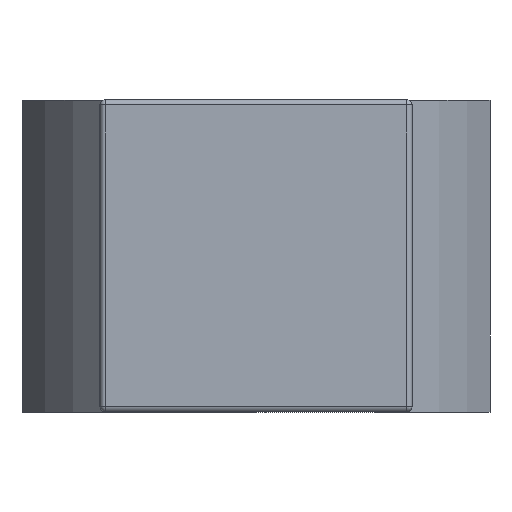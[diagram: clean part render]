
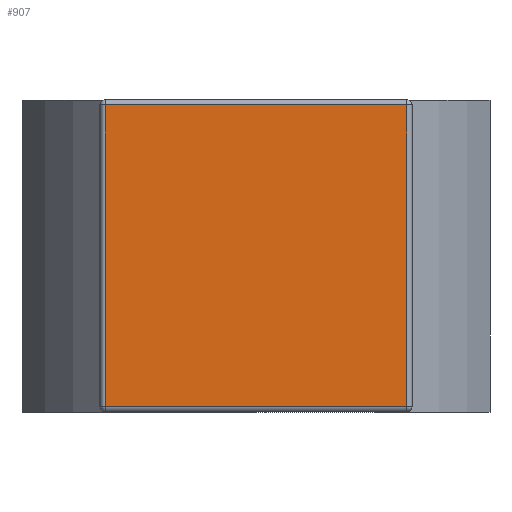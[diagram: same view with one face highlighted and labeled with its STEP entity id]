
A CAD part, top view. The second image highlights one B-rep face of the part: STEP entity #907.
In plain terms, the highlighted planar face has unit normal (0, 0, 1).
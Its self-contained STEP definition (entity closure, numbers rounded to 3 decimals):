
#216=CARTESIAN_POINT('',(-5.8,5.8,0.));
#217=VERTEX_POINT('',#216);
#240=CARTESIAN_POINT('',(-5.8,-5.8,0.));
#241=VERTEX_POINT('',#240);
#283=CARTESIAN_POINT('',(-5.8,-5.8,0.));
#284=DIRECTION('',(0.0,1.0,0.0));
#285=VECTOR('',#284,11.6);
#286=LINE('',#283,#285);
#287=EDGE_CURVE('',#241,#217,#286,.T.);
#319=CARTESIAN_POINT('',(5.8,5.8,0.));
#320=VERTEX_POINT('',#319);
#400=CARTESIAN_POINT('',(5.8,-5.8,0.));
#401=VERTEX_POINT('',#400);
#432=CARTESIAN_POINT('',(5.8,5.8,0.));
#433=DIRECTION('',(0.0,-1.0,0.0));
#434=VECTOR('',#433,11.6);
#435=LINE('',#432,#434);
#436=EDGE_CURVE('',#320,#401,#435,.T.);
#454=CARTESIAN_POINT('',(5.8,-5.8,0.));
#455=DIRECTION('',(-1.0,0.0,0.0));
#456=VECTOR('',#455,11.6);
#457=LINE('',#454,#456);
#458=EDGE_CURVE('',#401,#241,#457,.T.);
#657=CARTESIAN_POINT('',(-5.8,5.8,0.));
#658=DIRECTION('',(1.0,0.0,0.0));
#659=VECTOR('',#658,11.6);
#660=LINE('',#657,#659);
#661=EDGE_CURVE('',#217,#320,#660,.T.);
#896=CARTESIAN_POINT('',(-6.0,0.0,0.));
#897=DIRECTION('',(0.0,0.0,1.0));
#898=DIRECTION('',(1.0,0.0,0.0));
#899=AXIS2_PLACEMENT_3D('',#896,#897,#898);
#900=PLANE('',#899);
#901=ORIENTED_EDGE('',*,*,#436,.F.);
#902=ORIENTED_EDGE('',*,*,#661,.F.);
#903=ORIENTED_EDGE('',*,*,#287,.F.);
#904=ORIENTED_EDGE('',*,*,#458,.F.);
#905=EDGE_LOOP('',(#901,#902,#903,#904));
#906=FACE_OUTER_BOUND('',#905,.T.);
#907=ADVANCED_FACE('',(#906),#900,.T.);
